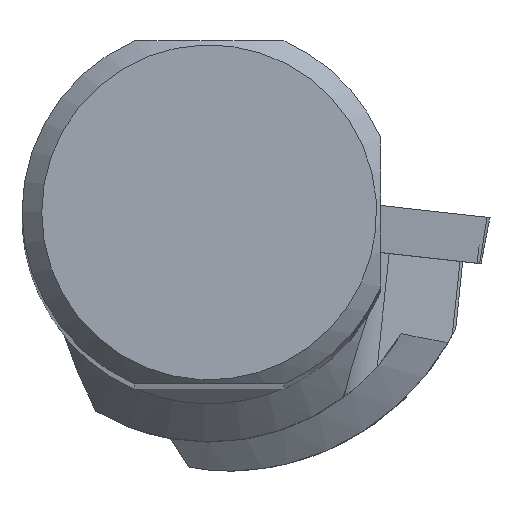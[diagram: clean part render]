
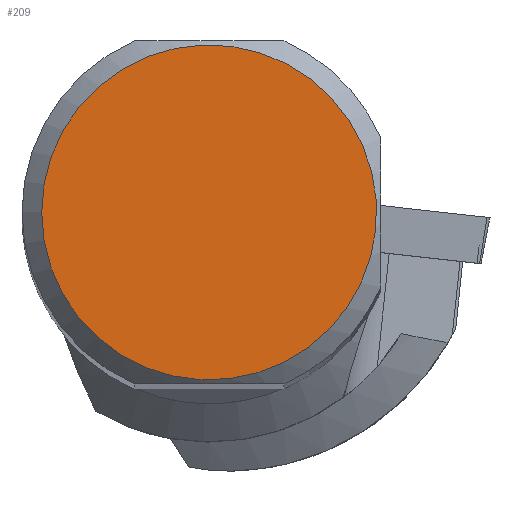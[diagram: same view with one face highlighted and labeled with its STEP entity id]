
A CAD part, top view. The second image highlights one B-rep face of the part: STEP entity #209.
In plain terms, the highlighted planar face has unit normal (0, 0, 1).
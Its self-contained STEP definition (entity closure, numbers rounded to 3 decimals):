
#163=FACE_OUTER_BOUND('',#406,.T.);
#209=ADVANCED_FACE('CU_SU_BP3',(#163),#241,.T.);
#241=PLANE('',#1078);
#406=EDGE_LOOP('',(#574));
#574=ORIENTED_EDGE('',*,*,#861,.F.);
#755=VERTEX_POINT('',#1771);
#861=EDGE_CURVE('',#755,#755,#913,.T.);
#913=CIRCLE('',#1077,17.039);
#1077=AXIS2_PLACEMENT_3D('',#1770,#1301,#1302);
#1078=AXIS2_PLACEMENT_3D('',#1772,#1303,#1304);
#1301=DIRECTION('',(0.,0.,-1.));
#1302=DIRECTION('',(-1.,0.,0.));
#1303=DIRECTION('',(0.,0.,1.));
#1304=DIRECTION('',(-1.,0.,0.));
#1770=CARTESIAN_POINT('',(0.,0.,0.));
#1771=CARTESIAN_POINT('',(-17.039,0.,0.));
#1772=CARTESIAN_POINT('',(0.,0.,0.));
